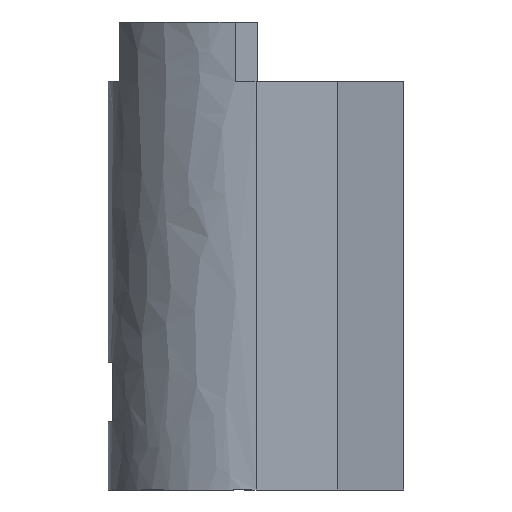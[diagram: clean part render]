
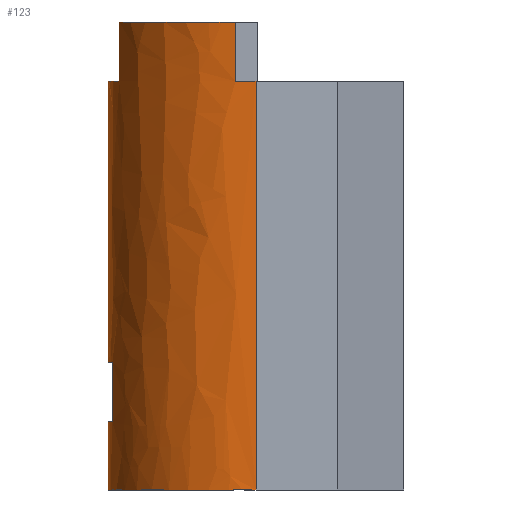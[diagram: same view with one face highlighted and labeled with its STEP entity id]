
A CAD part, left-side view. The second image highlights one B-rep face of the part: STEP entity #123.
In plain terms, the highlighted free-form (B-spline) face has degree [2, 1] with [3, 2] control points.
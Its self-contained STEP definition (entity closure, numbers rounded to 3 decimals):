
#24 = VERTEX_POINT('',#25);
#25 = CARTESIAN_POINT('',(0.,86.093,
    -198.434));
#38 = VERTEX_POINT('',#39);
#39 = CARTESIAN_POINT('',(0.,86.093,
    -238.331));
#44 = EDGE_CURVE('',#38,#24,#45,.T.);
#45 = B_SPLINE_CURVE_WITH_KNOTS('',1,(#46,#47),.UNSPECIFIED.,.F.,.F.,(2,
    2),(0.,38.),.PIECEWISE_BEZIER_KNOTS.);
#46 = CARTESIAN_POINT('',(0.,86.093,
    -238.331));
#47 = CARTESIAN_POINT('',(0.,86.093,
    -198.434));
#123 = ADVANCED_FACE('',(#124),#208,.T.);
#124 = FACE_BOUND('',#125,.T.);
#125 = EDGE_LOOP('',(#126,#134,#135,#143,#150,#158,#165,#173,#180,#188,
    #195,#203));
#126 = ORIENTED_EDGE('',*,*,#127,.T.);
#127 = EDGE_CURVE('',#128,#24,#130,.T.);
#128 = VERTEX_POINT('',#129);
#129 = CARTESIAN_POINT('',(-19.948,83.75,
    -198.434));
#130 = ( BOUNDED_CURVE() B_SPLINE_CURVE(2,(#131,#132,#133),
.UNSPECIFIED.,.F.,.F.) B_SPLINE_CURVE_WITH_KNOTS((3,3),(1.337,
1.571),.PIECEWISE_BEZIER_KNOTS.) CURVE() 
GEOMETRIC_REPRESENTATION_ITEM() RATIONAL_B_SPLINE_CURVE((1.,
0.993,1.)) REPRESENTATION_ITEM('') );
#131 = CARTESIAN_POINT('',(-19.948,83.75,
    -198.434));
#132 = CARTESIAN_POINT('',(-10.112,86.093,
    -198.434));
#133 = CARTESIAN_POINT('',(0.,86.093,
    -198.434));
#134 = ORIENTED_EDGE('',*,*,#44,.F.);
#135 = ORIENTED_EDGE('',*,*,#136,.T.);
#136 = EDGE_CURVE('',#38,#137,#139,.T.);
#137 = VERTEX_POINT('',#138);
#138 = CARTESIAN_POINT('',(-86.093,0.,
    -238.331));
#139 = ( BOUNDED_CURVE() B_SPLINE_CURVE(2,(#140,#141,#142),
.UNSPECIFIED.,.F.,.F.) B_SPLINE_CURVE_WITH_KNOTS((3,3),(1.571,
3.142),.PIECEWISE_BEZIER_KNOTS.) CURVE() 
GEOMETRIC_REPRESENTATION_ITEM() RATIONAL_B_SPLINE_CURVE((1.,
0.707,1.)) REPRESENTATION_ITEM('') );
#140 = CARTESIAN_POINT('',(0.,86.093,
    -238.331));
#141 = CARTESIAN_POINT('',(-86.093,86.093,
    -238.331));
#142 = CARTESIAN_POINT('',(-86.093,0.,
    -238.331));
#143 = ORIENTED_EDGE('',*,*,#144,.T.);
#144 = EDGE_CURVE('',#137,#145,#147,.T.);
#145 = VERTEX_POINT('',#146);
#146 = CARTESIAN_POINT('',(-86.093,0.,0.));
#147 = B_SPLINE_CURVE_WITH_KNOTS('',1,(#148,#149),.UNSPECIFIED.,.F.,.F.,
  (2,2),(0.,227.),.PIECEWISE_BEZIER_KNOTS.);
#148 = CARTESIAN_POINT('',(-86.093,0.,
    -238.331));
#149 = CARTESIAN_POINT('',(-86.093,0.,0.));
#150 = ORIENTED_EDGE('',*,*,#151,.F.);
#151 = EDGE_CURVE('',#152,#145,#154,.T.);
#152 = VERTEX_POINT('',#153);
#153 = CARTESIAN_POINT('',(-85.255,11.982,0.));
#154 = ( BOUNDED_CURVE() B_SPLINE_CURVE(2,(#155,#156,#157),
.UNSPECIFIED.,.F.,.F.) B_SPLINE_CURVE_WITH_KNOTS((3,3),(3.002,
3.142),.PIECEWISE_BEZIER_KNOTS.) CURVE() 
GEOMETRIC_REPRESENTATION_ITEM() RATIONAL_B_SPLINE_CURVE((1.,
0.998,1.)) REPRESENTATION_ITEM('') );
#155 = CARTESIAN_POINT('',(-85.255,11.982,0.));
#156 = CARTESIAN_POINT('',(-86.093,6.02,0.));
#157 = CARTESIAN_POINT('',(-86.093,0.,0.));
#158 = ORIENTED_EDGE('',*,*,#159,.F.);
#159 = EDGE_CURVE('',#160,#152,#162,.T.);
#160 = VERTEX_POINT('',#161);
#161 = CARTESIAN_POINT('',(-85.255,11.982,
    34.647));
#162 = B_SPLINE_CURVE_WITH_KNOTS('',1,(#163,#164),.UNSPECIFIED.,.F.,.F.,
  (2,2),(-0.,33.),.PIECEWISE_BEZIER_KNOTS.);
#163 = CARTESIAN_POINT('',(-85.255,11.982,
    34.647));
#164 = CARTESIAN_POINT('',(-85.255,11.982,0.));
#165 = ORIENTED_EDGE('',*,*,#166,.F.);
#166 = EDGE_CURVE('',#167,#160,#169,.T.);
#167 = VERTEX_POINT('',#168);
#168 = CARTESIAN_POINT('',(-32.251,79.824,
    34.647));
#169 = ( BOUNDED_CURVE() B_SPLINE_CURVE(2,(#170,#171,#172),
.UNSPECIFIED.,.F.,.F.) B_SPLINE_CURVE_WITH_KNOTS((3,3),(1.955,
3.002),.PIECEWISE_BEZIER_KNOTS.) CURVE() 
GEOMETRIC_REPRESENTATION_ITEM() RATIONAL_B_SPLINE_CURVE((1.,
0.866,1.)) REPRESENTATION_ITEM('') );
#170 = CARTESIAN_POINT('',(-32.251,79.824,
    34.647));
#171 = CARTESIAN_POINT('',(-78.338,61.204,
    34.647));
#172 = CARTESIAN_POINT('',(-85.255,11.982,
    34.647));
#173 = ORIENTED_EDGE('',*,*,#174,.T.);
#174 = EDGE_CURVE('',#167,#175,#177,.T.);
#175 = VERTEX_POINT('',#176);
#176 = CARTESIAN_POINT('',(-32.251,79.824,0.));
#177 = B_SPLINE_CURVE_WITH_KNOTS('',1,(#178,#179),.UNSPECIFIED.,.F.,.F.,
  (2,2),(-0.,33.),.PIECEWISE_BEZIER_KNOTS.);
#178 = CARTESIAN_POINT('',(-32.251,79.824,
    34.647));
#179 = CARTESIAN_POINT('',(-32.251,79.824,0.));
#180 = ORIENTED_EDGE('',*,*,#181,.F.);
#181 = EDGE_CURVE('',#182,#175,#184,.T.);
#182 = VERTEX_POINT('',#183);
#183 = CARTESIAN_POINT('',(0.,86.093,0.));
#184 = ( BOUNDED_CURVE() B_SPLINE_CURVE(2,(#185,#186,#187),
.UNSPECIFIED.,.F.,.F.) B_SPLINE_CURVE_WITH_KNOTS((3,3),(1.571,
1.955),.PIECEWISE_BEZIER_KNOTS.) CURVE() 
GEOMETRIC_REPRESENTATION_ITEM() RATIONAL_B_SPLINE_CURVE((1.,
0.982,1.)) REPRESENTATION_ITEM('') );
#185 = CARTESIAN_POINT('',(0.,86.093,0.));
#186 = CARTESIAN_POINT('',(-16.735,86.093,0.));
#187 = CARTESIAN_POINT('',(-32.251,79.824,0.));
#188 = ORIENTED_EDGE('',*,*,#189,.F.);
#189 = EDGE_CURVE('',#190,#182,#192,.T.);
#190 = VERTEX_POINT('',#191);
#191 = CARTESIAN_POINT('',(0.,86.093,
    -163.787));
#192 = B_SPLINE_CURVE_WITH_KNOTS('',1,(#193,#194),.UNSPECIFIED.,.F.,.F.,
  (2,2),(71.,227.),.PIECEWISE_BEZIER_KNOTS.);
#193 = CARTESIAN_POINT('',(0.,86.093,
    -163.787));
#194 = CARTESIAN_POINT('',(0.,86.093,0.));
#195 = ORIENTED_EDGE('',*,*,#196,.T.);
#196 = EDGE_CURVE('',#190,#197,#199,.T.);
#197 = VERTEX_POINT('',#198);
#198 = CARTESIAN_POINT('',(-19.948,83.75,
    -163.787));
#199 = ( BOUNDED_CURVE() B_SPLINE_CURVE(2,(#200,#201,#202),
.UNSPECIFIED.,.F.,.F.) B_SPLINE_CURVE_WITH_KNOTS((3,3),(1.571,
1.805),.PIECEWISE_BEZIER_KNOTS.) CURVE() 
GEOMETRIC_REPRESENTATION_ITEM() RATIONAL_B_SPLINE_CURVE((1.,
0.993,1.)) REPRESENTATION_ITEM('') );
#200 = CARTESIAN_POINT('',(0.,86.093,
    -163.787));
#201 = CARTESIAN_POINT('',(-10.112,86.093,
    -163.787));
#202 = CARTESIAN_POINT('',(-19.948,83.75,
    -163.787));
#203 = ORIENTED_EDGE('',*,*,#204,.T.);
#204 = EDGE_CURVE('',#197,#128,#205,.T.);
#205 = B_SPLINE_CURVE_WITH_KNOTS('',1,(#206,#207),.UNSPECIFIED.,.F.,.F.,
  (2,2),(-71.,-38.),.PIECEWISE_BEZIER_KNOTS.);
#206 = CARTESIAN_POINT('',(-19.948,83.75,
    -163.787));
#207 = CARTESIAN_POINT('',(-19.948,83.75,
    -198.434));
#208 = ( BOUNDED_SURFACE() B_SPLINE_SURFACE(2,1,(
    (#209,#210)
    ,(#211,#212)
,(#213,#214
    )),.UNSPECIFIED.,.F.,.F.,.F.) B_SPLINE_SURFACE_WITH_KNOTS((3,3),(2,2
    ),(1.571,3.142),(0.,260.),
.PIECEWISE_BEZIER_KNOTS.) GEOMETRIC_REPRESENTATION_ITEM() 
RATIONAL_B_SPLINE_SURFACE((
    (1.,1.)
    ,(0.707,0.707)
,(1.,1.))) REPRESENTATION_ITEM('') SURFACE() );
#209 = CARTESIAN_POINT('',(0.,86.093,
    -238.331));
#210 = CARTESIAN_POINT('',(0.,86.093,
    34.647));
#211 = CARTESIAN_POINT('',(-86.093,86.093,
    -238.331));
#212 = CARTESIAN_POINT('',(-86.093,86.093,
    34.647));
#213 = CARTESIAN_POINT('',(-86.093,0.,
    -238.331));
#214 = CARTESIAN_POINT('',(-86.093,0.,
    34.647));
